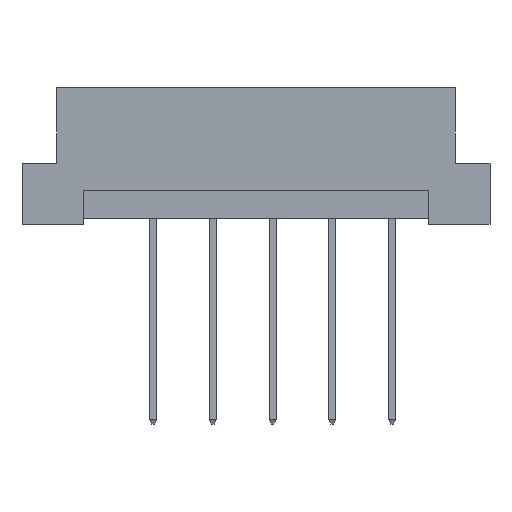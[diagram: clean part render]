
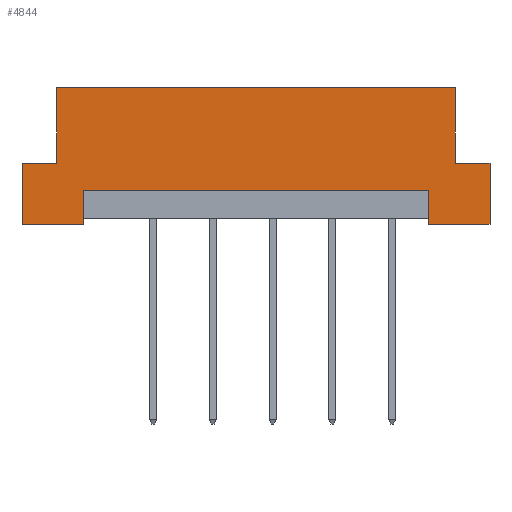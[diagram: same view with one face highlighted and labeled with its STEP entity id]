
A CAD part, front view. The second image highlights one B-rep face of the part: STEP entity #4844.
In plain terms, the highlighted planar face has unit normal (0, -1, 0).
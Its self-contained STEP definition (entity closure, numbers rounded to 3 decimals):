
#44 = VECTOR ( 'NONE', #1290, 1000. ) ;
#51 = CARTESIAN_POINT ( 'NONE',  ( -19.9, 0., 5.2 ) ) ;
#57 = ORIENTED_EDGE ( 'NONE', *, *, #3322, .F. ) ;
#194 = EDGE_CURVE ( 'NONE', #1543, #1847, #2607, .T. ) ;
#247 = VERTEX_POINT ( 'NONE', #3544 ) ;
#265 = VECTOR ( 'NONE', #5510, 1000. ) ;
#345 = VERTEX_POINT ( 'NONE', #6104 ) ;
#495 = DIRECTION ( 'NONE',  ( 0., 0., 1. ) ) ;
#517 = VECTOR ( 'NONE', #495, 1000. ) ;
#538 = DIRECTION ( 'NONE',  ( -1., 0., 0. ) ) ;
#579 = VECTOR ( 'NONE', #2721, 1000. ) ;
#595 = EDGE_CURVE ( 'NONE', #4554, #6493, #1736, .T. ) ;
#604 = EDGE_CURVE ( 'NONE', #648, #6513, #4804, .T. ) ;
#648 = VERTEX_POINT ( 'NONE', #5922 ) ;
#710 = LINE ( 'NONE', #5544, #265 ) ;
#767 = CARTESIAN_POINT ( 'NONE',  ( -19.9, 0., 11.6 ) ) ;
#810 = DIRECTION ( 'NONE',  ( 0., 0., 1. ) ) ;
#827 = VERTEX_POINT ( 'NONE', #1506 ) ;
#1002 = VECTOR ( 'NONE', #538, 1000. ) ;
#1187 = CARTESIAN_POINT ( 'NONE',  ( 14.69, 0., 2.9 ) ) ;
#1290 = DIRECTION ( 'NONE',  ( 1., 0., 0. ) ) ;
#1395 = CARTESIAN_POINT ( 'NONE',  ( -19.9, 0., 0. ) ) ;
#1408 = DIRECTION ( 'NONE',  ( 0., 0., -1. ) ) ;
#1447 = ORIENTED_EDGE ( 'NONE', *, *, #595, .F. ) ;
#1506 = CARTESIAN_POINT ( 'NONE',  ( 14.69, 0., 0. ) ) ;
#1543 = VERTEX_POINT ( 'NONE', #6528 ) ;
#1551 = EDGE_CURVE ( 'NONE', #648, #1543, #710, .T. ) ;
#1578 = CARTESIAN_POINT ( 'NONE',  ( -19.9, 0., 0. ) ) ;
#1653 = ORIENTED_EDGE ( 'NONE', *, *, #4367, .F. ) ;
#1736 = LINE ( 'NONE', #5461, #6155 ) ;
#1847 = VERTEX_POINT ( 'NONE', #6151 ) ;
#1899 = LINE ( 'NONE', #5518, #3573 ) ;
#1954 = DIRECTION ( 'NONE',  ( 0., 0., -1. ) ) ;
#1975 = ORIENTED_EDGE ( 'NONE', *, *, #604, .T. ) ;
#2017 = EDGE_CURVE ( 'NONE', #4786, #6513, #6523, .T. ) ;
#2090 = CARTESIAN_POINT ( 'NONE',  ( -16.94, 0., 5.2 ) ) ;
#2258 = CARTESIAN_POINT ( 'NONE',  ( 16.94, 0., 5.2 ) ) ;
#2384 = CARTESIAN_POINT ( 'NONE',  ( -19.9, 0., 11.6 ) ) ;
#2482 = CARTESIAN_POINT ( 'NONE',  ( 14.69, 0., 2.9 ) ) ;
#2582 = VERTEX_POINT ( 'NONE', #3940 ) ;
#2607 = LINE ( 'NONE', #5499, #2820 ) ;
#2645 = ORIENTED_EDGE ( 'NONE', *, *, #2819, .F. ) ;
#2721 = DIRECTION ( 'NONE',  ( 1., 0., 0. ) ) ;
#2807 = CARTESIAN_POINT ( 'NONE',  ( 14.69, 0., 0.5 ) ) ;
#2819 = EDGE_CURVE ( 'NONE', #6493, #345, #3197, .T. ) ;
#2820 = VECTOR ( 'NONE', #1954, 1000. ) ;
#2866 = ORIENTED_EDGE ( 'NONE', *, *, #2017, .F. ) ;
#3118 = ORIENTED_EDGE ( 'NONE', *, *, #1551, .F. ) ;
#3197 = LINE ( 'NONE', #51, #579 ) ;
#3261 = DIRECTION ( 'NONE',  ( 0., 0., -1. ) ) ;
#3293 = ORIENTED_EDGE ( 'NONE', *, *, #3859, .T. ) ;
#3322 = EDGE_CURVE ( 'NONE', #6146, #247, #5937, .T. ) ;
#3382 = CARTESIAN_POINT ( 'NONE',  ( 16.94, 0., 11.6 ) ) ;
#3544 = CARTESIAN_POINT ( 'NONE',  ( -14.69, 0., 2.9 ) ) ;
#3573 = VECTOR ( 'NONE', #1408, 1000. ) ;
#3629 = LINE ( 'NONE', #1578, #1002 ) ;
#3644 = AXIS2_PLACEMENT_3D ( 'NONE', #2384, #5547, #810 ) ;
#3794 = ORIENTED_EDGE ( 'NONE', *, *, #6317, .F. ) ;
#3842 = DIRECTION ( 'NONE',  ( 0., 0., 1. ) ) ;
#3859 = EDGE_CURVE ( 'NONE', #6146, #827, #4295, .T. ) ;
#3930 = CARTESIAN_POINT ( 'NONE',  ( -16.94, 0., 11.6 ) ) ;
#3940 = CARTESIAN_POINT ( 'NONE',  ( -14.69, 0., 0. ) ) ;
#4034 = FACE_OUTER_BOUND ( 'NONE', #4906, .T. ) ;
#4037 = EDGE_CURVE ( 'NONE', #2582, #4554, #3629, .T. ) ;
#4168 = CARTESIAN_POINT ( 'NONE',  ( -19.9, 0., 0. ) ) ;
#4204 = VECTOR ( 'NONE', #5820, 1000. ) ;
#4295 = LINE ( 'NONE', #2807, #5426 ) ;
#4367 = EDGE_CURVE ( 'NONE', #247, #2582, #1899, .T. ) ;
#4554 = VERTEX_POINT ( 'NONE', #4168 ) ;
#4641 = LINE ( 'NONE', #2090, #517 ) ;
#4786 = VERTEX_POINT ( 'NONE', #3930 ) ;
#4804 = LINE ( 'NONE', #2258, #6367 ) ;
#4844 = ADVANCED_FACE ( 'NONE', ( #4034 ), #5512, .F. ) ;
#4853 = ORIENTED_EDGE ( 'NONE', *, *, #4037, .F. ) ;
#4906 = EDGE_LOOP ( 'NONE', ( #57, #3293, #5863, #4998, #3118, #1975, #2866, #3794, #2645, #1447, #4853, #1653 ) ) ;
#4984 = LINE ( 'NONE', #1395, #5750 ) ;
#4998 = ORIENTED_EDGE ( 'NONE', *, *, #194, .F. ) ;
#5059 = DIRECTION ( 'NONE',  ( -1., 0., 0. ) ) ;
#5426 = VECTOR ( 'NONE', #3261, 1000. ) ;
#5461 = CARTESIAN_POINT ( 'NONE',  ( -19.9, 0., 0. ) ) ;
#5499 = CARTESIAN_POINT ( 'NONE',  ( 19.9, 0., 0. ) ) ;
#5510 = DIRECTION ( 'NONE',  ( 1., 0., 0. ) ) ;
#5512 = PLANE ( 'NONE',  #3644 ) ;
#5518 = CARTESIAN_POINT ( 'NONE',  ( -14.69, 0., 0.5 ) ) ;
#5544 = CARTESIAN_POINT ( 'NONE',  ( 19.9, 0., 5.2 ) ) ;
#5547 = DIRECTION ( 'NONE',  ( 0., 1., 0. ) ) ;
#5750 = VECTOR ( 'NONE', #5059, 1000. ) ;
#5820 = DIRECTION ( 'NONE',  ( -1., 0., 0. ) ) ;
#5863 = ORIENTED_EDGE ( 'NONE', *, *, #6621, .F. ) ;
#5922 = CARTESIAN_POINT ( 'NONE',  ( 16.94, 0., 5.2 ) ) ;
#5937 = LINE ( 'NONE', #1187, #4204 ) ;
#6104 = CARTESIAN_POINT ( 'NONE',  ( -16.94, 0., 5.2 ) ) ;
#6146 = VERTEX_POINT ( 'NONE', #2482 ) ;
#6151 = CARTESIAN_POINT ( 'NONE',  ( 19.9, 0., 0. ) ) ;
#6155 = VECTOR ( 'NONE', #3842, 1000. ) ;
#6317 = EDGE_CURVE ( 'NONE', #345, #4786, #4641, .T. ) ;
#6350 = CARTESIAN_POINT ( 'NONE',  ( -19.9, 0., 5.2 ) ) ;
#6367 = VECTOR ( 'NONE', #6441, 1000. ) ;
#6441 = DIRECTION ( 'NONE',  ( 0., 0., 1. ) ) ;
#6493 = VERTEX_POINT ( 'NONE', #6350 ) ;
#6513 = VERTEX_POINT ( 'NONE', #3382 ) ;
#6523 = LINE ( 'NONE', #767, #44 ) ;
#6528 = CARTESIAN_POINT ( 'NONE',  ( 19.9, 0., 5.2 ) ) ;
#6621 = EDGE_CURVE ( 'NONE', #1847, #827, #4984, .T. ) ;
